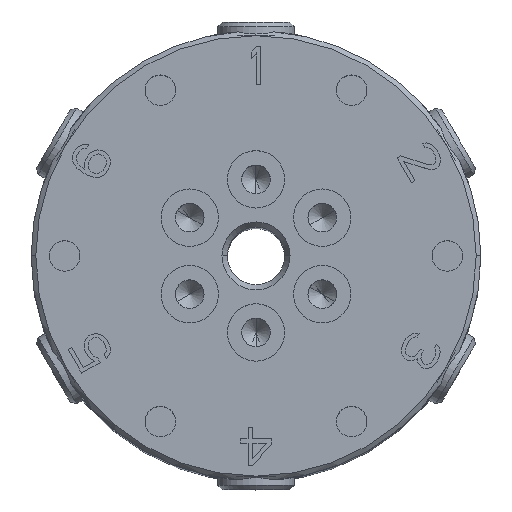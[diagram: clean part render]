
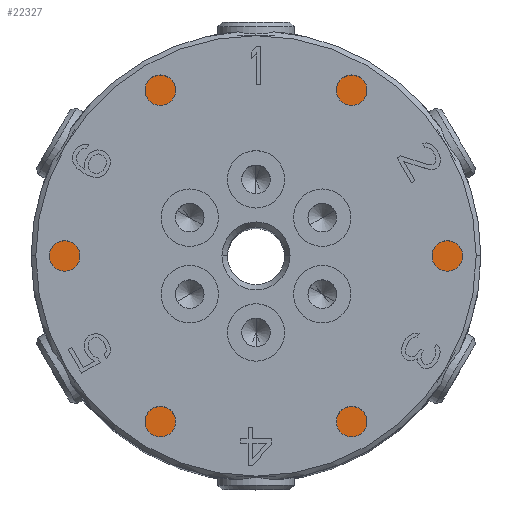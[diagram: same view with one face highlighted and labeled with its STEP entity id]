
A CAD part, top view. The second image highlights one B-rep face of the part: STEP entity #22327.
In plain terms, the highlighted planar face has unit normal (0, 0, 1).
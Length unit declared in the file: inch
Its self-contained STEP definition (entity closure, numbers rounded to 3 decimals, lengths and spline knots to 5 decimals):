
#6792=CARTESIAN_POINT('',(0.,0.,-0.875));
#6793=DIRECTION('',(0.,0.,-1.));
#6794=DIRECTION('',(1.,0.,0.));
#6795=AXIS2_PLACEMENT_3D('',#6792,#6793,#6794);
#6797=CARTESIAN_POINT('',(0.,0.,-0.875));
#6798=DIRECTION('',(0.,0.,-1.));
#6799=DIRECTION('',(-1.,0.,0.));
#6800=AXIS2_PLACEMENT_3D('',#6797,#6798,#6799);
#6802=CARTESIAN_POINT('',(0.,0.,-0.875));
#6803=DIRECTION('',(0.,0.,1.));
#6804=DIRECTION('',(1.,0.,0.));
#6805=AXIS2_PLACEMENT_3D('',#6802,#6803,#6804);
#6807=CARTESIAN_POINT('',(0.,0.,-0.875));
#6808=DIRECTION('',(0.,0.,1.));
#6809=DIRECTION('',(-1.,0.,0.));
#6810=AXIS2_PLACEMENT_3D('',#6807,#6808,#6809);
#12454=CARTESIAN_POINT('',(-1.4065,0.,-0.875));
#12455=VERTEX_POINT('',#12454);
#12456=CARTESIAN_POINT('',(1.4065,0.,-0.875));
#12457=VERTEX_POINT('',#12456);
#12458=CARTESIAN_POINT('',(1.,0.,-0.875));
#12459=CARTESIAN_POINT('',(-1.,0.,-0.875));
#12460=VERTEX_POINT('',#12458);
#12461=VERTEX_POINT('',#12459);
#22312=CARTESIAN_POINT('',(0.,1.4065,-0.875));
#22313=DIRECTION('',(0.,0.,1.));
#22314=DIRECTION('',(1.,0.,0.));
#22315=AXIS2_PLACEMENT_3D('',#22312,#22313,#22314);
#22316=PLANE('',#22315);
#22317=ORIENTED_EDGE('',*,*,#22292,.T.);
#22318=ORIENTED_EDGE('',*,*,#22306,.T.);
#22319=EDGE_LOOP('',(#22317,#22318));
#22320=FACE_OUTER_BOUND('',#22319,.F.);
#22322=ORIENTED_EDGE('',*,*,#22321,.T.);
#22324=ORIENTED_EDGE('',*,*,#22323,.T.);
#22325=EDGE_LOOP('',(#22322,#22324));
#22326=FACE_BOUND('',#22325,.F.);
#6796=CIRCLE('',#6795,1.4065);
#6801=CIRCLE('',#6800,1.4065);
#6806=CIRCLE('',#6805,1.);
#6811=CIRCLE('',#6810,1.);
#22292=EDGE_CURVE('',#12457,#12455,#6796,.T.);
#22306=EDGE_CURVE('',#12455,#12457,#6801,.T.);
#22321=EDGE_CURVE('',#12460,#12461,#6806,.T.);
#22323=EDGE_CURVE('',#12461,#12460,#6811,.T.);
#22327=ADVANCED_FACE('',(#22320,#22326),#22316,.T.);
